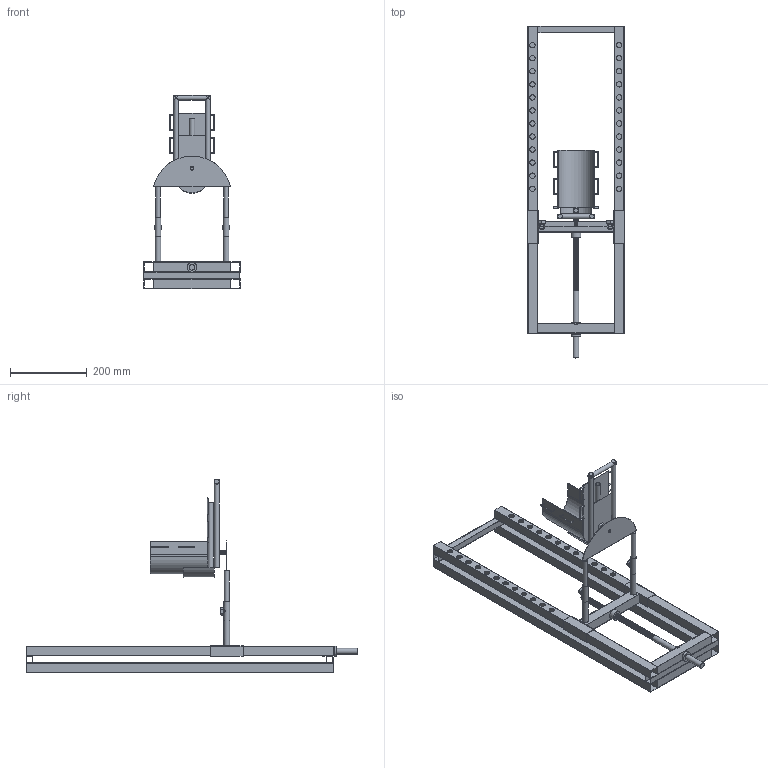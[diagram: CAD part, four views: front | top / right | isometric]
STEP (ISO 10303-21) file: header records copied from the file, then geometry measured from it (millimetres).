
FILE_DESCRIPTION(/* description */ (''),/* implementation_level */ '2;1');
FILE_NAME(/* name */ 'b2066074-c577-4e76-ba02-b256e9f7fe17.stp',/* time_stamp */ '2019-06-19T06:11:42+00:00',/* author */ (''),/* organization */ (''),/* preprocessor_version */ 'ST-DEVELOPER v18',/* originating_system */ 'Autodesk Translation Framework v8.2.0.1029',/* authorisation */ '');
FILE_SCHEMA (('AUTOMOTIVE_DESIGN { 1 0 10303 214 3 1 1 }'));
Length unit declared in the file: millimetre
Products named in the file (8): PARTE1; PARTE2; 90591A171; PARTE3; PARTE4; 91280A630; Untitled; PARTE5
Assembly tree (8 placements, depth 3):
  PARTE1
    PARTE2
      90591A171  x2
    PARTE3
    PARTE4
      91280A630
    Untitled
    PARTE5
Bounding box: 253.4 x 865 x 503.1 mm (x, y, z)
Volume: 695892.3 mm3; surface area: 1118793.2 mm2
Topology: 31 solids, 31 shells, 672 faces, 1740 edges, 1130 vertices
Faces by surface type: cylinder 368, plane 227, bspline 40, cone 37
Full cylindrical faces by diameter (mm): 3 x24, 8.051 x22, 9 x1, 10 x23, 10.318 x102, 12 x8, 13 x3, 13.882 x91, 14 x51, 15 x7, 25.4 x3
Entity records: 36381 total; most frequent: CARTESIAN_POINT 21350, ORIENTED_EDGE 3302, DIRECTION 2598, EDGE_CURVE 1651, VERTEX_POINT 1076, AXIS2_PLACEMENT_3D 904, EDGE_LOOP 797, LINE 790
